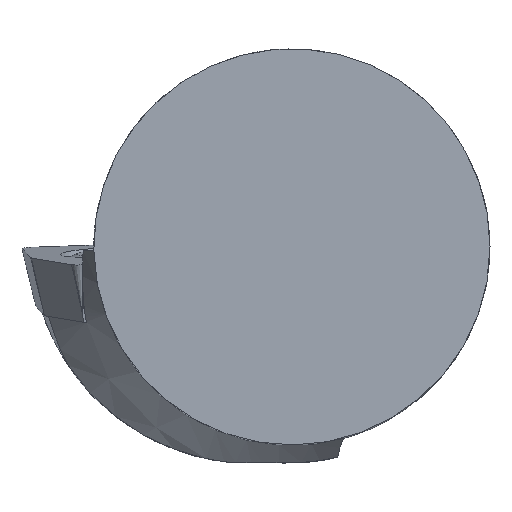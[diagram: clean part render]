
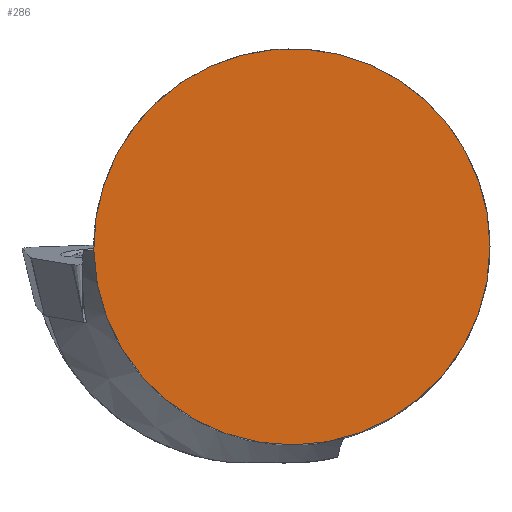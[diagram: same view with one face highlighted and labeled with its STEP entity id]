
A CAD part, top view. The second image highlights one B-rep face of the part: STEP entity #286.
In plain terms, the highlighted planar face has unit normal (0, 0, 1).
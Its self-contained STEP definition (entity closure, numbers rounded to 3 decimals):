
#143=PLANE('',#927);
#286=ADVANCED_FACE('',(#336),#143,.T.);
#336=FACE_OUTER_BOUND('',#381,.T.);
#381=EDGE_LOOP('',(#556));
#410=CIRCLE('',#895,8.);
#556=ORIENTED_EDGE('',*,*,#739,.T.);
#665=VERTEX_POINT('',#1363);
#739=EDGE_CURVE('',#665,#665,#410,.T.);
#895=AXIS2_PLACEMENT_3D('',#1362,#1000,#1001);
#927=AXIS2_PLACEMENT_3D('',#1455,#1079,#1080);
#1000=DIRECTION('',(0.,0.,1.));
#1001=DIRECTION('',(1.,0.,0.));
#1079=DIRECTION('',(0.,0.,1.));
#1080=DIRECTION('',(1.,0.,0.));
#1362=CARTESIAN_POINT('',(0.,0.,0.));
#1363=CARTESIAN_POINT('',(8.,0.,0.));
#1455=CARTESIAN_POINT('',(0.,0.,0.));
